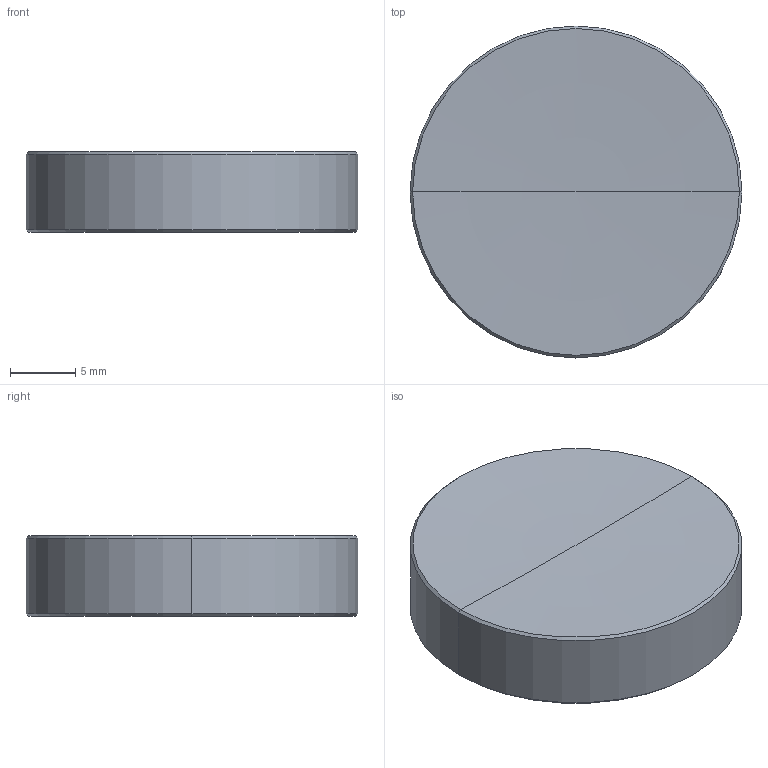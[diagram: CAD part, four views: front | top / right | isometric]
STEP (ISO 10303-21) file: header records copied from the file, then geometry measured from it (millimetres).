
FILE_DESCRIPTION (( 'STEP AP203' ), '1' );
FILE_NAME ('TTN153284-E0W.STEP', '2018-12-17T20:26:08', ( '' ), ( '' ), 'SwSTEP 2.0', 'SolidWorks 2018', '' );
FILE_SCHEMA (( 'CONFIG_CONTROL_DESIGN' ));
Length unit declared in the file: millimetre
Products named in the file (1): TTN153284-E0W
Bounding box: 25.4 x 25.4 x 6.2 mm (x, y, z)
Volume: 3088.2 mm3; surface area: 1489.4 mm2
Topology: 1 solids, 1 shells, 42 faces, 287 edges, 278 vertices
Faces by surface type: plane 34, cone 4, cylinder 2, torus 2
Entity records: 4084 total; most frequent: CARTESIAN_POINT 1892, ORIENTED_EDGE 570, EDGE_CURVE 285, VERTEX_POINT 278, DIRECTION 256, LINE 150, VECTOR 150, B_SPLINE_CURVE_WITH_KNOTS 125
